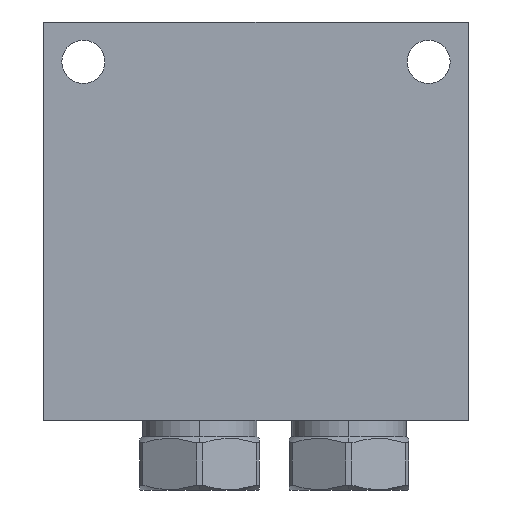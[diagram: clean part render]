
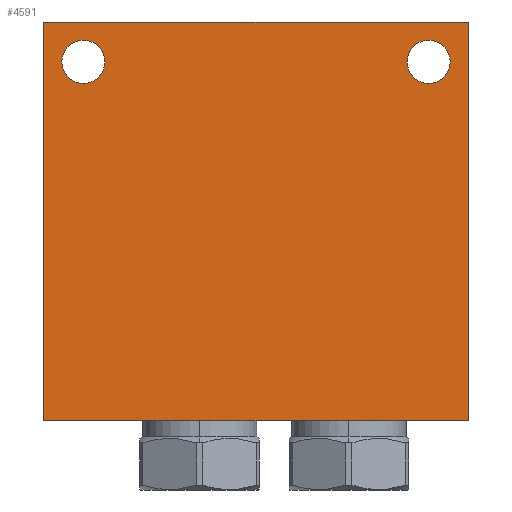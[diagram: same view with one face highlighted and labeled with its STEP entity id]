
A CAD part, left-side view. The second image highlights one B-rep face of the part: STEP entity #4591.
In plain terms, the highlighted planar face has unit normal (-1, 0, 0).
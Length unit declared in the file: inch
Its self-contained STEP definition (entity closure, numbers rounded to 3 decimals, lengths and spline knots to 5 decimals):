
#1=DIRECTION('',(0.,-1.,0.));
#2=VECTOR('',#1,4.);
#3=CARTESIAN_POINT('',(0.,0.,0.));
#4=LINE('',#3,#2);
#57=DIRECTION('',(0.,0.,1.));
#58=VECTOR('',#57,3.75);
#59=CARTESIAN_POINT('',(0.,0.,0.));
#60=LINE('',#59,#58);
#61=CARTESIAN_POINT('',(0.,-0.375,3.375));
#62=DIRECTION('',(1.,0.,0.));
#63=DIRECTION('',(0.,0.,-1.));
#64=AXIS2_PLACEMENT_3D('',#61,#62,#63);
#66=CARTESIAN_POINT('',(0.,-0.375,3.375));
#67=DIRECTION('',(1.,0.,0.));
#68=DIRECTION('',(0.,0.,1.));
#69=AXIS2_PLACEMENT_3D('',#66,#67,#68);
#71=CARTESIAN_POINT('',(0.,-3.625,3.375));
#72=DIRECTION('',(1.,0.,0.));
#73=DIRECTION('',(0.,0.,-1.));
#74=AXIS2_PLACEMENT_3D('',#71,#72,#73);
#76=CARTESIAN_POINT('',(0.,-3.625,3.375));
#77=DIRECTION('',(1.,0.,0.));
#78=DIRECTION('',(0.,0.,1.));
#79=AXIS2_PLACEMENT_3D('',#76,#77,#78);
#149=DIRECTION('',(0.,0.,1.));
#150=VECTOR('',#149,3.75);
#151=CARTESIAN_POINT('',(0.,-4.,0.));
#152=LINE('',#151,#150);
#173=DIRECTION('',(0.,-1.,0.));
#174=VECTOR('',#173,4.);
#175=CARTESIAN_POINT('',(0.,0.,3.75));
#176=LINE('',#175,#174);
#3993=CARTESIAN_POINT('',(0.,0.,0.));
#3994=CARTESIAN_POINT('',(0.,-4.,0.));
#3995=VERTEX_POINT('',#3993);
#3996=VERTEX_POINT('',#3994);
#4001=CARTESIAN_POINT('',(0.,0.,3.75));
#4002=CARTESIAN_POINT('',(0.,-4.,3.75));
#4003=VERTEX_POINT('',#4001);
#4004=VERTEX_POINT('',#4002);
#4459=CARTESIAN_POINT('',(0.,-0.375,3.172));
#4460=CARTESIAN_POINT('',(0.,-0.375,3.578));
#4461=VERTEX_POINT('',#4459);
#4462=VERTEX_POINT('',#4460);
#4471=CARTESIAN_POINT('',(0.,-3.625,3.172));
#4472=CARTESIAN_POINT('',(0.,-3.625,3.578));
#4473=VERTEX_POINT('',#4471);
#4474=VERTEX_POINT('',#4472);
#4565=CARTESIAN_POINT('',(0.,0.,0.));
#4566=DIRECTION('',(-1.,0.,0.));
#4567=DIRECTION('',(0.,-1.,0.));
#4568=AXIS2_PLACEMENT_3D('',#4565,#4566,#4567);
#4569=PLANE('',#4568);
#4570=ORIENTED_EDGE('',*,*,#4530,.F.);
#4572=ORIENTED_EDGE('',*,*,#4571,.T.);
#4574=ORIENTED_EDGE('',*,*,#4573,.T.);
#4576=ORIENTED_EDGE('',*,*,#4575,.F.);
#4577=EDGE_LOOP('',(#4570,#4572,#4574,#4576));
#4578=FACE_OUTER_BOUND('',#4577,.F.);
#4580=ORIENTED_EDGE('',*,*,#4579,.F.);
#4582=ORIENTED_EDGE('',*,*,#4581,.F.);
#4583=EDGE_LOOP('',(#4580,#4582));
#4584=FACE_BOUND('',#4583,.F.);
#4586=ORIENTED_EDGE('',*,*,#4585,.F.);
#4588=ORIENTED_EDGE('',*,*,#4587,.F.);
#4589=EDGE_LOOP('',(#4586,#4588));
#4590=FACE_BOUND('',#4589,.F.);
#4591=ADVANCED_FACE('',(#4578,#4584,#4590),#4569,.T.);
#65=CIRCLE('',#64,0.203);
#70=CIRCLE('',#69,0.203);
#75=CIRCLE('',#74,0.203);
#80=CIRCLE('',#79,0.203);
#4530=EDGE_CURVE('',#3995,#3996,#4,.T.);
#4571=EDGE_CURVE('',#3995,#4003,#60,.T.);
#4573=EDGE_CURVE('',#4003,#4004,#176,.T.);
#4575=EDGE_CURVE('',#3996,#4004,#152,.T.);
#4579=EDGE_CURVE('',#4461,#4462,#65,.T.);
#4581=EDGE_CURVE('',#4462,#4461,#70,.T.);
#4585=EDGE_CURVE('',#4473,#4474,#75,.T.);
#4587=EDGE_CURVE('',#4474,#4473,#80,.T.);
